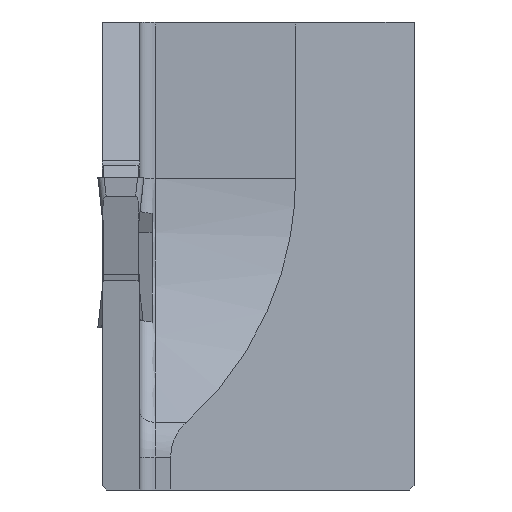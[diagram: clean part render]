
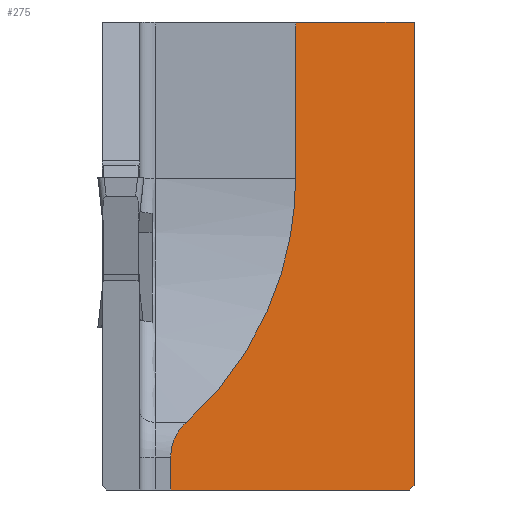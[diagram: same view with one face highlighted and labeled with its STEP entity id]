
A CAD part, left-side view. The second image highlights one B-rep face of the part: STEP entity #275.
In plain terms, the highlighted planar face has unit normal (-0.707, -0.707, 0).
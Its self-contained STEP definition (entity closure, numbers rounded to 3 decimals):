
#229=ELLIPSE('',#1377,4.243,3.);
#230=ELLIPSE('',#1380,29.698,21.);
#275=ADVANCED_FACE('',(#391),#332,.F.);
#332=PLANE('',#1394);
#391=FACE_OUTER_BOUND('',#455,.T.);
#455=EDGE_LOOP('',(#659,#660,#661,#662,#663,#664,#665,#666));
#659=ORIENTED_EDGE('',*,*,#1006,.F.);
#660=ORIENTED_EDGE('',*,*,#1004,.F.);
#661=ORIENTED_EDGE('',*,*,#1001,.F.);
#662=ORIENTED_EDGE('',*,*,#1008,.F.);
#663=ORIENTED_EDGE('',*,*,#976,.F.);
#664=ORIENTED_EDGE('',*,*,#962,.F.);
#665=ORIENTED_EDGE('',*,*,#968,.F.);
#666=ORIENTED_EDGE('',*,*,#952,.F.);
#850=VERTEX_POINT('',#1815);
#851=VERTEX_POINT('',#1817);
#856=VERTEX_POINT('',#1831);
#858=VERTEX_POINT('',#1835);
#868=VERTEX_POINT('',#1864);
#875=VERTEX_POINT('',#1906);
#878=VERTEX_POINT('',#1911);
#879=VERTEX_POINT('',#1915);
#952=EDGE_CURVE('',#850,#851,#1106,.T.);
#962=EDGE_CURVE('',#858,#856,#1116,.T.);
#968=EDGE_CURVE('',#851,#858,#1121,.T.);
#976=EDGE_CURVE('',#856,#868,#1129,.T.);
#1001=EDGE_CURVE('',#878,#875,#229,.T.);
#1004=EDGE_CURVE('',#875,#879,#230,.T.);
#1006=EDGE_CURVE('',#879,#850,#1152,.T.);
#1008=EDGE_CURVE('',#868,#878,#1154,.T.);
#1106=LINE('',#1816,#1234);
#1116=LINE('',#1836,#1244);
#1121=LINE('',#1847,#1249);
#1129=LINE('',#1863,#1257);
#1152=LINE('',#1921,#1280);
#1154=LINE('',#1924,#1282);
#1234=VECTOR('',#1480,1.);
#1244=VECTOR('',#1494,1.);
#1249=VECTOR('',#1503,1.);
#1257=VECTOR('',#1517,1.);
#1280=VECTOR('',#1584,1.);
#1282=VECTOR('',#1588,1.);
#1377=AXIS2_PLACEMENT_3D('',#1912,#1572,#1573);
#1380=AXIS2_PLACEMENT_3D('',#1918,#1579,#1580);
#1394=AXIS2_PLACEMENT_3D('',#1968,#1612,#1613);
#1480=DIRECTION('',(0.707,-0.707,0.));
#1494=DIRECTION('',(-0.577,0.577,-0.577));
#1503=DIRECTION('',(0.,0.,-1.));
#1517=DIRECTION('',(-0.707,0.707,0.));
#1572=DIRECTION('',(0.707,0.707,0.));
#1573=DIRECTION('',(-0.707,0.707,0.));
#1579=DIRECTION('',(-0.707,-0.707,0.));
#1580=DIRECTION('',(-0.707,0.707,0.));
#1584=DIRECTION('',(0.,0.,1.));
#1588=DIRECTION('',(0.,0.,1.));
#1612=DIRECTION('',(0.707,0.707,0.));
#1613=DIRECTION('',(0.707,-0.707,0.));
#1815=CARTESIAN_POINT('',(21.,-12.4,10.));
#1816=CARTESIAN_POINT('',(13.,-4.4,10.));
#1817=CARTESIAN_POINT('',(28.6,-20.,10.));
#1831=CARTESIAN_POINT('',(28.3,-19.7,-20.));
#1835=CARTESIAN_POINT('',(28.6,-20.,-19.7));
#1836=CARTESIAN_POINT('',(14.767,-6.167,-33.533));
#1847=CARTESIAN_POINT('',(28.6,-20.,-30.));
#1863=CARTESIAN_POINT('',(13.,-4.4,-20.));
#1864=CARTESIAN_POINT('',(13.,-4.4,-20.));
#1906=CARTESIAN_POINT('',(14.,-5.4,-15.652));
#1911=CARTESIAN_POINT('',(13.,-4.4,-17.889));
#1912=CARTESIAN_POINT('',(16.,-7.4,-17.889));
#1915=CARTESIAN_POINT('',(21.,-12.4,0.));
#1918=CARTESIAN_POINT('',(0.,8.6,0.));
#1921=CARTESIAN_POINT('',(21.,-12.4,-30.));
#1924=CARTESIAN_POINT('',(13.,-4.4,-30.));
#1968=CARTESIAN_POINT('',(13.,-4.4,-30.));
